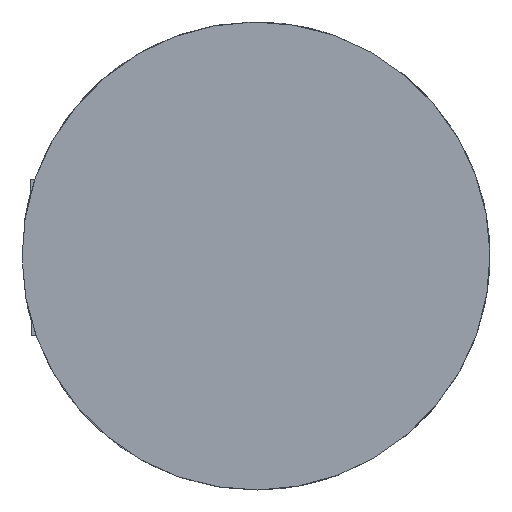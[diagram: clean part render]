
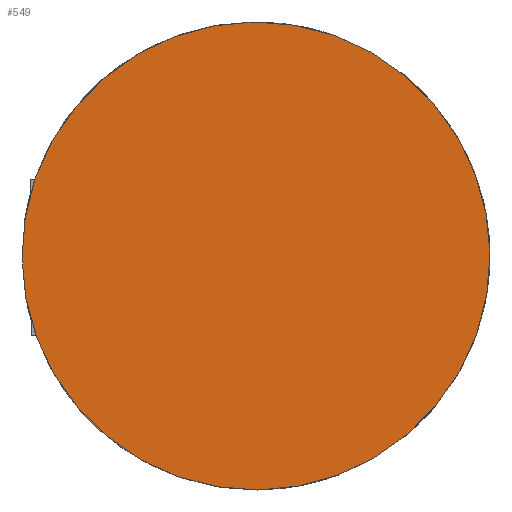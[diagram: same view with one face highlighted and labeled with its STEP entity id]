
A CAD part, left-side view. The second image highlights one B-rep face of the part: STEP entity #549.
In plain terms, the highlighted planar face has unit normal (-1, 0, 0).
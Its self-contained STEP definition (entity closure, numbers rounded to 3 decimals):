
#22=CARTESIAN_POINT('',(17.5,-40.401,19.976));
#23=DIRECTION('',(-1.,0.,0.));
#24=DIRECTION('',(0.,0.,1.));
#25=AXIS2_PLACEMENT_3D('',#22,#23,#24);
#27=CARTESIAN_POINT('',(17.5,-40.401,19.976));
#28=DIRECTION('',(-1.,0.,0.));
#29=DIRECTION('',(0.,0.,-1.));
#30=AXIS2_PLACEMENT_3D('',#27,#28,#29);
#428=CARTESIAN_POINT('',(17.5,-40.401,-55.024));
#430=VERTEX_POINT('',#428);
#431=CARTESIAN_POINT('',(17.5,-40.401,94.976));
#432=VERTEX_POINT('',#431);
#540=CARTESIAN_POINT('',(17.5,-40.401,19.976));
#541=DIRECTION('',(1.,0.,0.));
#542=DIRECTION('',(0.,0.,1.));
#543=AXIS2_PLACEMENT_3D('',#540,#541,#542);
#544=PLANE('',#543);
#545=ORIENTED_EDGE('',*,*,#489,.F.);
#546=ORIENTED_EDGE('',*,*,#500,.F.);
#547=EDGE_LOOP('',(#545,#546));
#548=FACE_OUTER_BOUND('',#547,.F.);
#549=ADVANCED_FACE('',(#548),#544,.F.);
#26=CIRCLE('',#25,75.);
#31=CIRCLE('',#30,75.);
#489=EDGE_CURVE('',#432,#430,#26,.T.);
#500=EDGE_CURVE('',#430,#432,#31,.T.);
